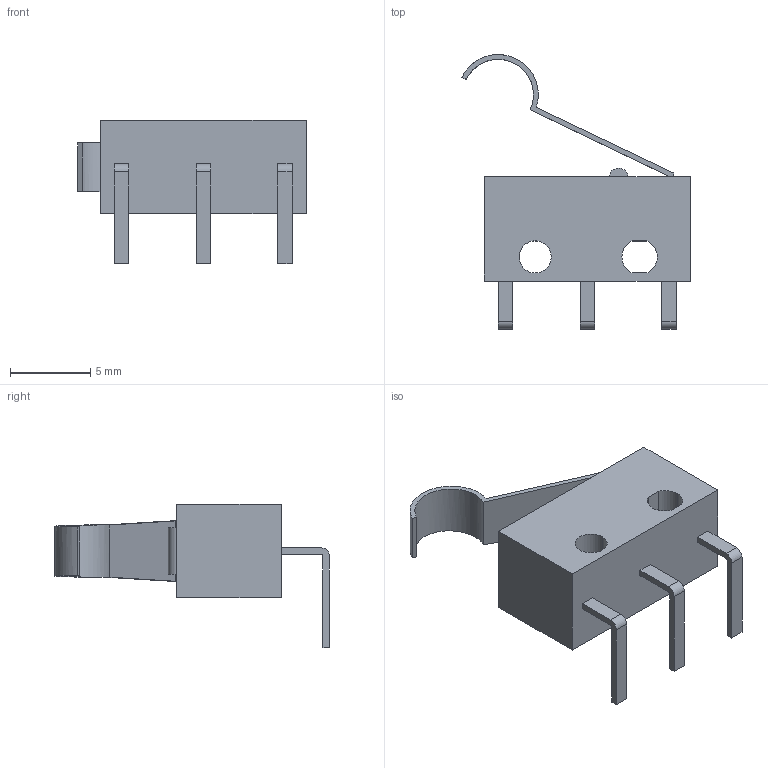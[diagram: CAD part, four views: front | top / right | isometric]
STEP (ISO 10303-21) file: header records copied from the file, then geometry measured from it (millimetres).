
FILE_DESCRIPTION(('FreeCAD Model'),'2;1');
FILE_NAME('D2F-L30-A1.step', '2019-11-16T12:06:12',('kicad StepUp'),('ksu MCAD'), 'Open CASCADE STEP processor 7.4','FreeCAD','Unknown');
FILE_SCHEMA(('AUTOMOTIVE_DESIGN { 1 0 10303 214 1 1 1 1 }'));
Length unit declared in the file: millimetre
Products named in the file (1): D2F-L30-A1
Bounding box: 14.21 x 17.1 x 8.9 mm (x, y, z)
Volume: 470.8 mm3; surface area: 648.8 mm2
Topology: 2 solids, 2 shells, 53 faces, 135 edges, 90 vertices
Faces by surface type: plane 39, cylinder 14
Entity records: 1984 total; most frequent: CARTESIAN_POINT 291, ORIENTED_EDGE 270, DIRECTION 263, EDGE_CURVE 135, LINE 107, VECTOR 107, VERTEX_POINT 90, AXIS2_PLACEMENT_3D 78
